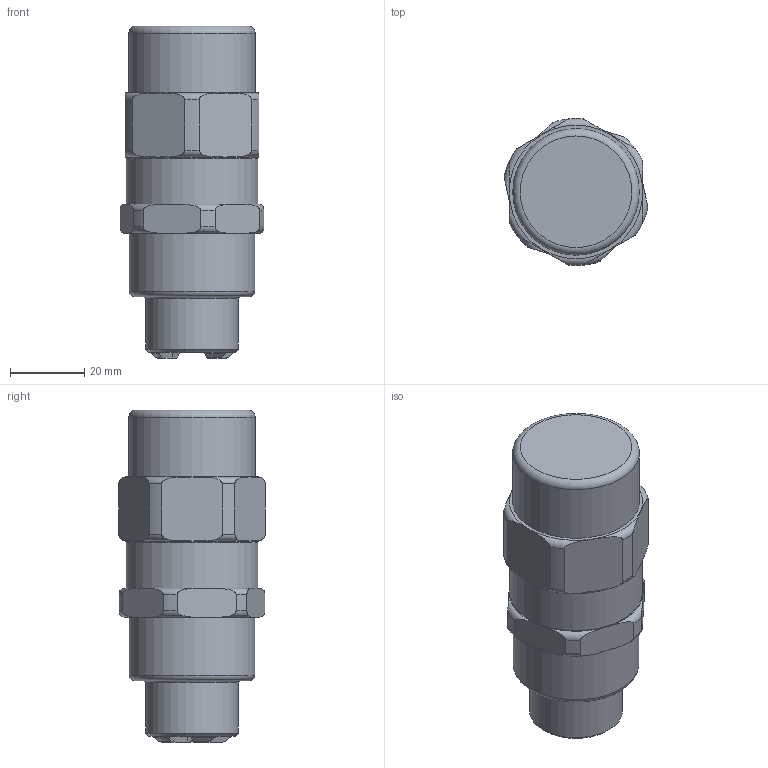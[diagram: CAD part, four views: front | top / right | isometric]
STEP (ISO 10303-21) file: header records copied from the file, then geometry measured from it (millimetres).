
FILE_DESCRIPTION(/* description */ (''),/* implementation_level */ '2;1');
FILE_NAME(/* name */ '620197.stp',/* time_stamp */ '2022-03-14T13:01:21+06:00',/* author */ ('vinaykumark'),/* organization */ (''),/* preprocessor_version */ 'ST-DEVELOPER v18',/* originating_system */ 'Autodesk Inventor 2020',/* authorisation */ '');
FILE_SCHEMA (('AUTOMOTIVE_DESIGN { 1 0 10303 214 3 1 1 }'));
Length unit declared in the file: centimetre
Products named in the file (1): 620185
Bounding box: 38.67 x 39.48 x 89.2 mm (x, y, z)
Volume: 108378.5 mm3; surface area: 33361.3 mm2
Topology: 11 solids, 11 shells, 806 faces, 2208 edges, 1447 vertices
Faces by surface type: plane 333, cylinder 156, bspline 118, cone 100, torus 83, sphere 16
Full cylindrical faces by diameter (mm): 1.84 x1, 2.3 x1, 2.8 x6, 3 x6, 4.5 x6, 4.9 x6, 5.2 x6, 25 x1, 27 x1, 29.7 x1, 31.75 x1, 33.8 x1, 34 x1, 35.5 x1
Entity records: 28945 total; most frequent: CARTESIAN_POINT 8783, ORIENTED_EDGE 4354, DIRECTION 3679, EDGE_CURVE 2177, VERTEX_POINT 1435, AXIS2_PLACEMENT_3D 1386, LINE 907, VECTOR 907
